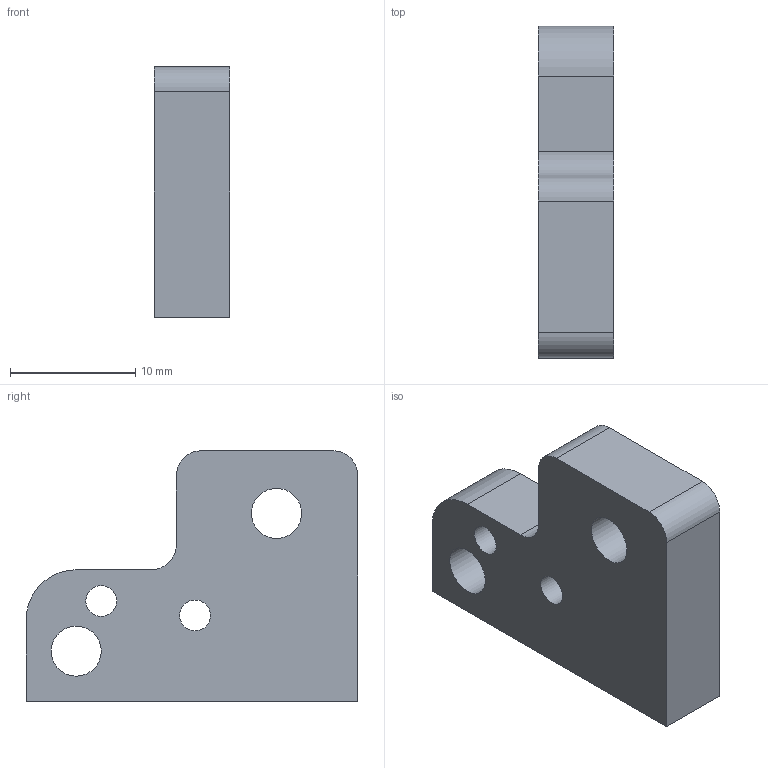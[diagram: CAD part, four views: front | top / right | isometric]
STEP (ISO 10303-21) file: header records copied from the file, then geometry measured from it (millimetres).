
FILE_DESCRIPTION(/* description */ (''),/* implementation_level */ '2;1');
FILE_NAME(/* name */ '20_Dribbler Lagerbock.ipt.step',/* time_stamp */ '2020-01-21T16:40:48+01:00',/* author */ ('rYan'),/* organization */ (''),/* preprocessor_version */ 'ST-DEVELOPER v17.2',/* originating_system */ 'Autodesk Inventor 2019',/* authorisation */ '');
FILE_SCHEMA (('AUTOMOTIVE_DESIGN { 1 0 10303 214 3 1 1 }'));
Length unit declared in the file: millimetre
Products named in the file (1): Dribbler Lagerbock
Bounding box: 6 x 26.5 x 20 mm (x, y, z)
Volume: 2159.2 mm3; surface area: 1694.5 mm2
Topology: 1 solids, 1 shells, 22 faces, 67 edges, 47 vertices
Faces by surface type: cylinder 11, plane 8, cone 3
Full cylindrical faces by diameter (mm): 2.459 x5, 4 x2
Entity records: 815 total; most frequent: DIRECTION 142, CARTESIAN_POINT 134, ORIENTED_EDGE 128, EDGE_CURVE 64, AXIS2_PLACEMENT_3D 55, VERTEX_POINT 47, EDGE_LOOP 33, LINE 32
